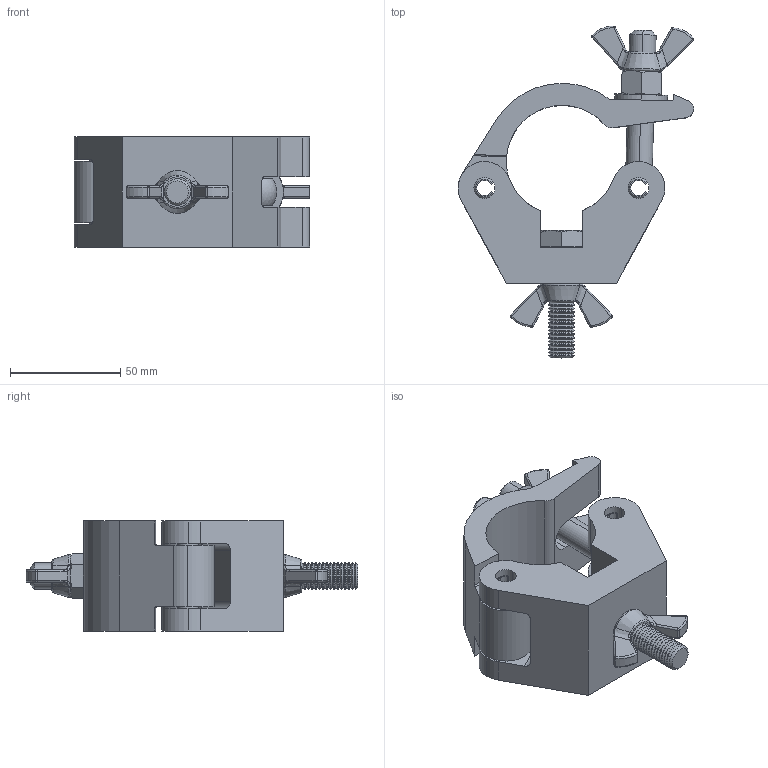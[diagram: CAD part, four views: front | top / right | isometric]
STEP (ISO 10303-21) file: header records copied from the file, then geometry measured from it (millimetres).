
FILE_DESCRIPTION (( 'STEP AP203' ), '1' );
FILE_NAME ('T57200 & T57201.STEP', '2018-03-20T16:03:07', ( '' ), ( '' ), 'SwSTEP 2.0', 'SolidWorks 2016', '' );
FILE_SCHEMA (( 'CONFIG_CONTROL_DESIGN' ));
Length unit declared in the file: millimetre
Products named in the file (12): TH2001_TH2001 - 50MM WIDE; F790; TH157_TH157; Hex Bolt_ISO 4016 - M12 x 50 x 30-WS; TH566; T57200 & T57201; A Washer_Bright washer BS 4320 - M12 (Form A); Hex Nut Style 1 GradeAB_Doughty Fastners_Hexagon Nut ISO - 4032 - M12 - D - S; TH2000_TH2000 - 50MM WIDE; F883_DIN 315-M12-GT-C-N; TH156_TH156; T78000
Assembly tree (13 placements, depth 3):
  T57200 & T57201
    TH156_TH156
      TH2000_TH2000 - 50MM WIDE
    TH157_TH157
      TH2001_TH2001 - 50MM WIDE
    T78000
      TH566
      A Washer_Bright washer BS 4320 - M12 (Form A)
      Hex Nut Style 1 GradeAB_Doughty Fastners_Hexagon Nut ISO - 4032 - M12 - D - S
      F883_DIN 315-M12-GT-C-N
    F790  x2
    Hex Bolt_ISO 4016 - M12 x 50 x 30-WS
    F883_DIN 315-M12-GT-C-N
Bounding box: 107.22 x 150.87 x 50 mm (x, y, z)
Volume: 206594.2 mm3; surface area: 58420.5 mm2
Topology: 10 solids, 10 shells, 474 faces, 1138 edges, 668 vertices
Faces by surface type: cylinder 152, cone 146, plane 85, bspline 56, sphere 19, torus 16
Entity records: 13166 total; most frequent: CARTESIAN_POINT 2909, DIRECTION 2007, ORIENTED_EDGE 1830, EDGE_CURVE 915, AXIS2_PLACEMENT_3D 824, VERTEX_POINT 550, CIRCLE 451, EDGE_LOOP 403
